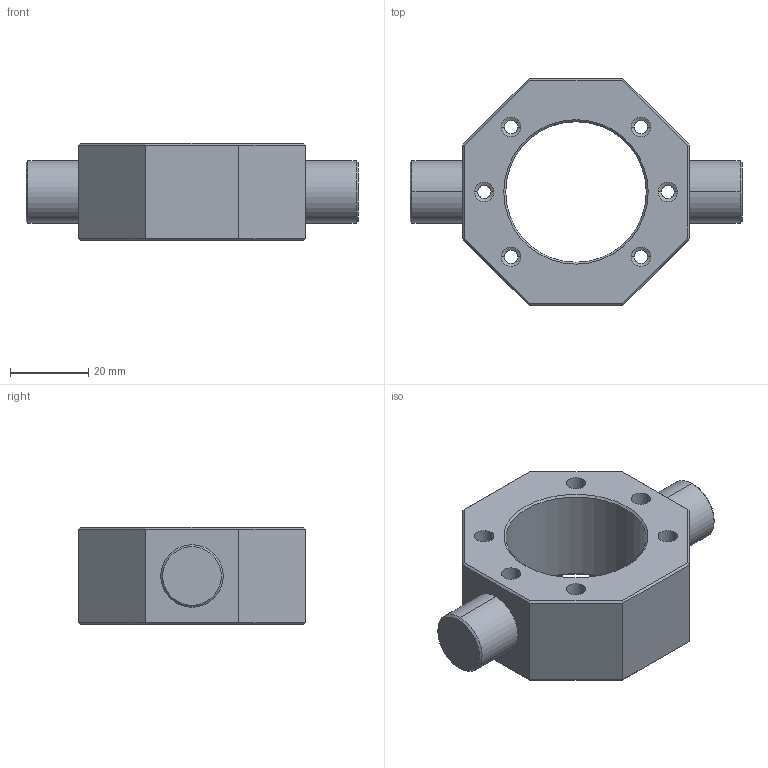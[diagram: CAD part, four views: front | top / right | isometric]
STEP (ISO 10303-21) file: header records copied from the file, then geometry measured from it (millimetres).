
FILE_DESCRIPTION (( 'STEP AP214' ), '1' );
FILE_NAME ('KA 2005 - 2010 - 2020.step', '2020-09-08T06:26:49', ( '' ), ( '' ), 'SwSTEP 2.0', 'SolidWorks 2020', '' );
FILE_SCHEMA (( 'AUTOMOTIVE_DESIGN' ));
Length unit declared in the file: millimetre
Products named in the file (1): KA 2005 - 2010 - 2020
Bounding box: 85 x 58 x 25 mm (x, y, z)
Volume: 46653.5 mm3; surface area: 14497.3 mm2
Topology: 1 solids, 1 shells, 90 faces, 198 edges, 112 vertices
Faces by surface type: cone 32, cylinder 30, plane 28
Entity records: 2748 total; most frequent: DIRECTION 460, CARTESIAN_POINT 401, ORIENTED_EDGE 396, EDGE_CURVE 198, AXIS2_PLACEMENT_3D 171, LINE 118, VECTOR 118, VERTEX_POINT 112
